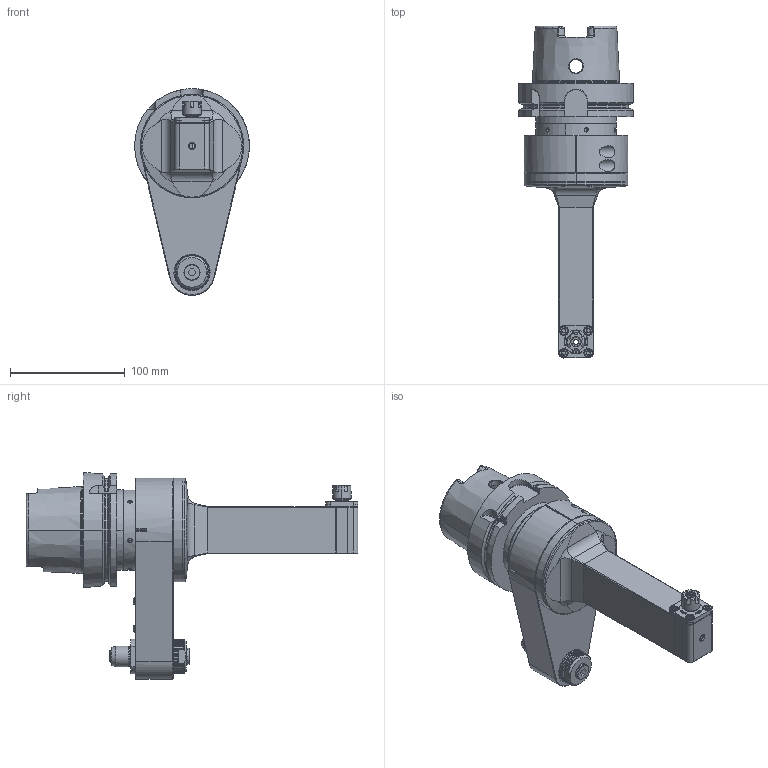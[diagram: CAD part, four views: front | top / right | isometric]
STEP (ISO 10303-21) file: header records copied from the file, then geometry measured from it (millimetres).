
FILE_DESCRIPTION((''),'2;1');
FILE_NAME('G9007L0-0000001C_511','2025-08-04T09:20:19',('gregorio.algeri'),(''),'CREO PARAMETRIC BY PTC INC, 2022014','CREO PARAMETRIC BY PTC INC, 2022014','');
FILE_SCHEMA(('CONFIG_CONTROL_DESIGN'));
Products named in the file (1): G9007L0-0000001C_511
Bounding box: 100 x 289 x 180 mm (x, y, z)
Volume: 856285.2 mm3; surface area: 178345.2 mm2
Topology: 3 solids, 6 shells, 1611 faces, 4064 edges, 2560 vertices
Faces by surface type: plane 748, cylinder 380, cone 319, torus 86, extrusion 50, bspline 28
Entity records: 62243 total; most frequent: CARTESIAN_POINT 24227, ORIENTED_EDGE 8096, DIRECTION 7540, EDGE_CURVE 4048, AXIS2_PLACEMENT_3D 2678, VERTEX_POINT 2560, VECTOR 2184, LINE 2134
